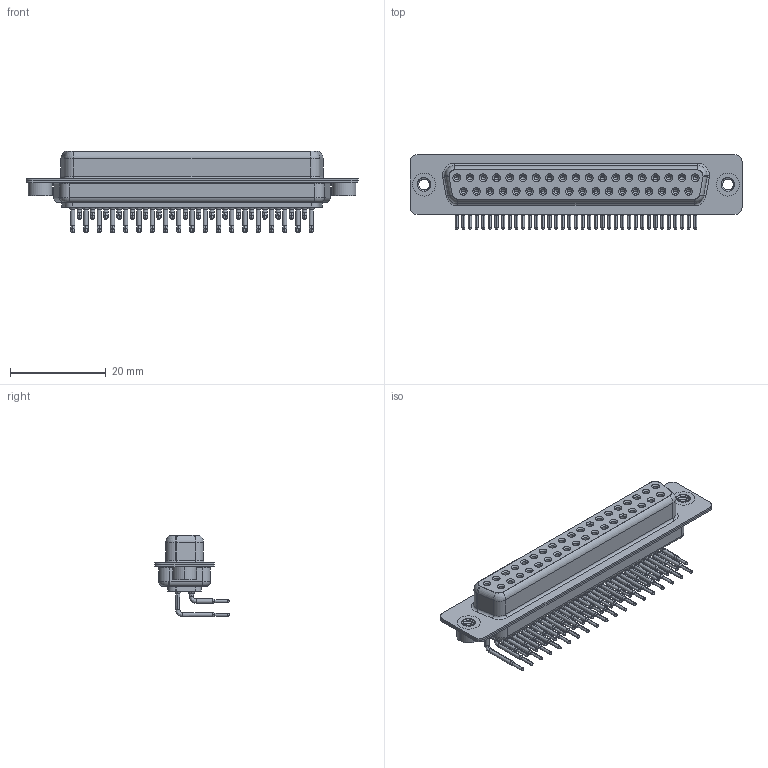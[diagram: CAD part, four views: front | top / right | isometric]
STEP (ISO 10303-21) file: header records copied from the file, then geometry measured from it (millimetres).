
FILE_DESCRIPTION (( 'STEP AP203' ), '1' );
FILE_NAME ('622-M37-360-GT2.STEP', '2018-09-24T22:48:54', ( '' ), ( '' ), 'SwSTEP 2.0', 'SolidWorks 2016', '' );
FILE_SCHEMA (( 'CONFIG_CONTROL_DESIGN' ));
Length unit declared in the file: millimetre
Products named in the file (7): 622M Housing_37 Contacts; 622M Shell Front_37 Contacts; 622M Shell Rear_37 Contacts; 622M Contact Row 1; 622M Contact Row 2; 622M 4-40 Threaded Rivet; 622-M37-360-GT2
Assembly tree (42 placements, depth 2):
  622-M37-360-GT2
    622M Housing_37 Contacts
    622M Shell Front_37 Contacts
    622M Shell Rear_37 Contacts
    622M Contact Row 1  x19
    622M Contact Row 2  x18
    622M 4-40 Threaded Rivet  x2
Bounding box: 69.4 x 15.6 x 17.09 mm (x, y, z)
Volume: 5418.2 mm3; surface area: 13185.6 mm2
Topology: 42 solids, 42 shells, 2240 faces, 5682 edges, 3574 vertices
Faces by surface type: cylinder 988, plane 622, cone 413, bspline 154, torus 63
Entity records: 26734 total; most frequent: CARTESIAN_POINT 5729, DIRECTION 4487, ORIENTED_EDGE 3694, AXIS2_PLACEMENT_3D 1894, EDGE_CURVE 1847, VERTEX_POINT 1176, CIRCLE 1053, EDGE_LOOP 1019
